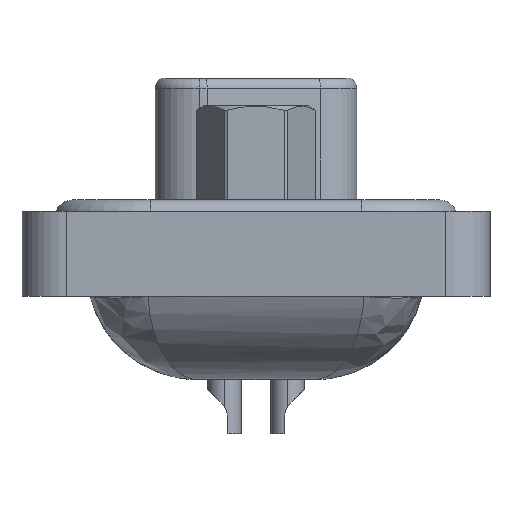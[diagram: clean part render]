
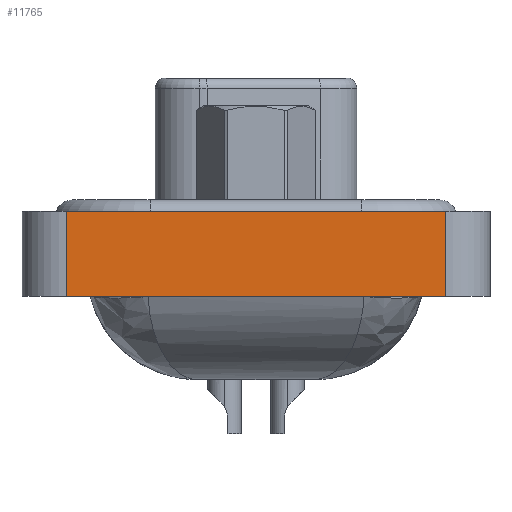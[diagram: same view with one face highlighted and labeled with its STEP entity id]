
A CAD part, left-side view. The second image highlights one B-rep face of the part: STEP entity #11765.
In plain terms, the highlighted planar face has unit normal (-1, 0, 0).
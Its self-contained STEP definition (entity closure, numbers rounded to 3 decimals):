
#170 = DIRECTION ( 'NONE',  ( 0., 0., 1. ) ) ;
#726 = CARTESIAN_POINT ( 'NONE',  ( -7.25, 8.55, -3.35 ) ) ;
#1143 = CARTESIAN_POINT ( 'NONE',  ( -7.25, 8.55, -3.35 ) ) ;
#1342 = DIRECTION ( 'NONE',  ( 0., 0., 1. ) ) ;
#1826 = EDGE_CURVE ( 'NONE', #7852, #10896, #8474, .T. ) ;
#1900 = FACE_OUTER_BOUND ( 'NONE', #20296, .T. ) ;
#2416 = LINE ( 'NONE', #5595, #13636 ) ;
#2894 = LINE ( 'NONE', #1143, #18296 ) ;
#2981 = ORIENTED_EDGE ( 'NONE', *, *, #15819, .T. ) ;
#3126 = ORIENTED_EDGE ( 'NONE', *, *, #1826, .T. ) ;
#3151 = PLANE ( 'NONE',  #11656 ) ;
#3244 = DIRECTION ( 'NONE',  ( -1., 0., 0. ) ) ;
#5513 = ORIENTED_EDGE ( 'NONE', *, *, #11139, .F. ) ;
#5595 = CARTESIAN_POINT ( 'NONE',  ( -7.25, -8.55, 0.5 ) ) ;
#7852 = VERTEX_POINT ( 'NONE', #726 ) ;
#7904 = CARTESIAN_POINT ( 'NONE',  ( -7.25, 8.55, 0.5 ) ) ;
#8474 = LINE ( 'NONE', #9940, #18877 ) ;
#9940 = CARTESIAN_POINT ( 'NONE',  ( -7.25, -8.55, -3.35 ) ) ;
#10114 = EDGE_CURVE ( 'NONE', #15126, #14262, #2416, .T. ) ;
#10896 = VERTEX_POINT ( 'NONE', #19490 ) ;
#11139 = EDGE_CURVE ( 'NONE', #7852, #15126, #2894, .T. ) ;
#11656 = AXIS2_PLACEMENT_3D ( 'NONE', #15918, #3244, #170 ) ;
#11765 = ADVANCED_FACE ( 'NONE', ( #1900 ), #3151, .T. ) ;
#12005 = VECTOR ( 'NONE', #14478, 1000. ) ;
#13034 = LINE ( 'NONE', #14784, #12005 ) ;
#13636 = VECTOR ( 'NONE', #14999, 1000. ) ;
#13777 = ORIENTED_EDGE ( 'NONE', *, *, #10114, .F. ) ;
#14262 = VERTEX_POINT ( 'NONE', #15438 ) ;
#14478 = DIRECTION ( 'NONE',  ( 0., 0., 1. ) ) ;
#14784 = CARTESIAN_POINT ( 'NONE',  ( -7.25, -8.55, -3.35 ) ) ;
#14999 = DIRECTION ( 'NONE',  ( 0., -1., 0. ) ) ;
#15126 = VERTEX_POINT ( 'NONE', #7904 ) ;
#15438 = CARTESIAN_POINT ( 'NONE',  ( -7.25, -8.55, 0.5 ) ) ;
#15819 = EDGE_CURVE ( 'NONE', #10896, #14262, #13034, .T. ) ;
#15918 = CARTESIAN_POINT ( 'NONE',  ( -7.25, -8.55, -3.35 ) ) ;
#16227 = DIRECTION ( 'NONE',  ( 0., -1., 0. ) ) ;
#18296 = VECTOR ( 'NONE', #1342, 1000. ) ;
#18877 = VECTOR ( 'NONE', #16227, 1000. ) ;
#19490 = CARTESIAN_POINT ( 'NONE',  ( -7.25, -8.55, -3.35 ) ) ;
#20296 = EDGE_LOOP ( 'NONE', ( #2981, #13777, #5513, #3126 ) ) ;
